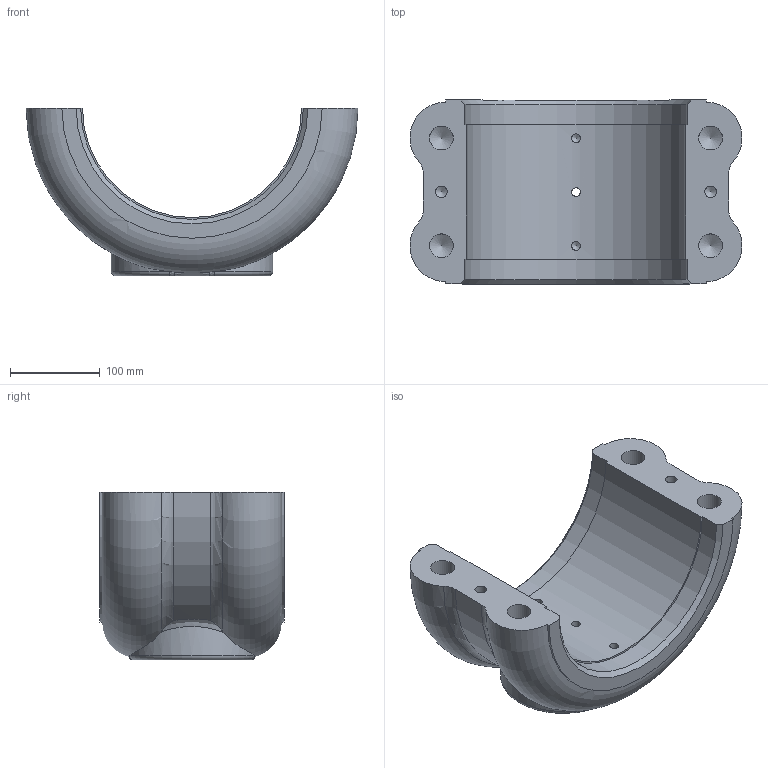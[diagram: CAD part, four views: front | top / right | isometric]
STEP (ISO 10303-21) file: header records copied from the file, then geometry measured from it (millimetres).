
FILE_DESCRIPTION (( 'STEP AP203' ), '1' );
FILE_NAME ('432B02S01-½Ä±ì»\.STEP', '2023-09-28T06:05:05', ( '' ), ( '' ), 'SwSTEP 2.0', 'SolidWorks 2018', '' );
FILE_SCHEMA (( 'CONFIG_CONTROL_DESIGN' ));
Length unit declared in the file: millimetre
Products named in the file (1): 432B02S01-衝桿蓋
Bounding box: 369.82 x 205 x 187 mm (x, y, z)
Volume: 5257004.8 mm3; surface area: 292194.7 mm2
Topology: 1 solids, 1 shells, 61 faces, 159 edges, 101 vertices
Faces by surface type: cylinder 22, cone 15, plane 8, torus 8, bspline 8
Full cylindrical faces by diameter (mm): 8.5 x2, 9.7 x1, 9.8 x2, 13 x4, 26.5 x4
Entity records: 2375 total; most frequent: CARTESIAN_POINT 1021, DIRECTION 266, ORIENTED_EDGE 240, AXIS2_PLACEMENT_3D 121, EDGE_CURVE 120, EDGE_LOOP 90, VERTEX_POINT 88, FACE_OUTER_BOUND 74
